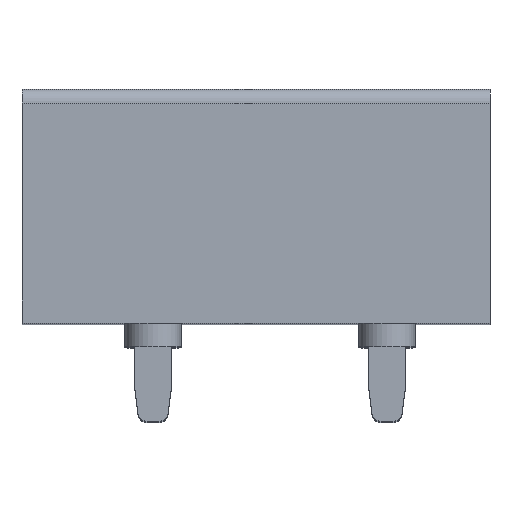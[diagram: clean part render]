
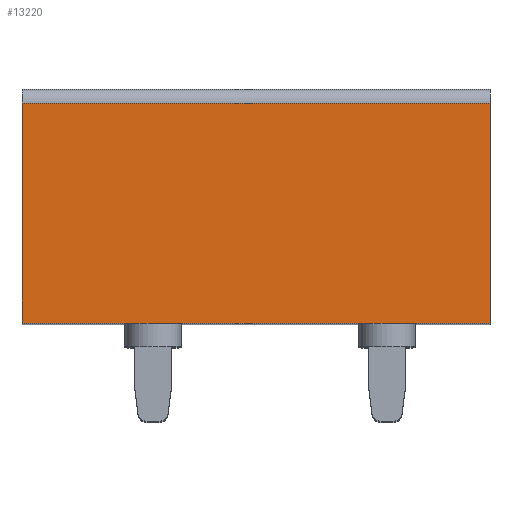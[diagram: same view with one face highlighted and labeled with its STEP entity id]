
A CAD part, top view. The second image highlights one B-rep face of the part: STEP entity #13220.
In plain terms, the highlighted planar face has unit normal (0, 0, 1).
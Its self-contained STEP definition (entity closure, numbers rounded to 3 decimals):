
#12830=CARTESIAN_POINT('',(-5.109,-15.148,5.55));
#12840=DIRECTION('',(0.,0.,1.));
#12850=DIRECTION('',(1.,0.,0.));
#12860=AXIS2_PLACEMENT_3D('',#12830,#12840,#12850);
#12870=PLANE('',#12860);
#12880=CARTESIAN_POINT('',(-13.539,0.,5.55));
#12890=DIRECTION('',(0.,-1.,0.));
#12900=VECTOR('',#12890,1.);
#12910=LINE('',#12880,#12900);
#12920=CARTESIAN_POINT('',(-13.539,-12.522,5.55));
#12930=VERTEX_POINT('',#12920);
#12940=CARTESIAN_POINT('',(-13.539,-17.222,5.55));
#12950=VERTEX_POINT('',#12940);
#12960=EDGE_CURVE('',#12930,#12950,#12910,.T.);
#12970=ORIENTED_EDGE('',*,*,#12960,.T.);
#12980=CARTESIAN_POINT('',(0.,-12.522,5.55));
#12990=DIRECTION('',(-1.,0.,0.));
#13000=VECTOR('',#12990,1.);
#13010=LINE('',#12980,#13000);
#13020=CARTESIAN_POINT('',(-3.539,-12.522,5.55));
#13030=VERTEX_POINT('',#13020);
#13040=EDGE_CURVE('',#13030,#12930,#13010,.T.);
#13050=ORIENTED_EDGE('',*,*,#13040,.T.);
#13060=CARTESIAN_POINT('',(-3.539,0.,5.55));
#13070=DIRECTION('',(0.,1.,0.));
#13080=VECTOR('',#13070,1.);
#13090=LINE('',#13060,#13080);
#13100=CARTESIAN_POINT('',(-3.539,-17.222,5.55));
#13110=VERTEX_POINT('',#13100);
#13120=EDGE_CURVE('',#13110,#13030,#13090,.T.);
#13130=ORIENTED_EDGE('',*,*,#13120,.T.);
#13140=CARTESIAN_POINT('',(0.,-17.222,5.55));
#13150=DIRECTION('',(1.,0.,0.));
#13160=VECTOR('',#13150,1.);
#13170=LINE('',#13140,#13160);
#13180=EDGE_CURVE('',#12950,#13110,#13170,.T.);
#13190=ORIENTED_EDGE('',*,*,#13180,.T.);
#13200=EDGE_LOOP('',(#13190,#13130,#13050,#12970));
#13210=FACE_OUTER_BOUND('',#13200,.T.);
#13220=ADVANCED_FACE('',(#13210),#12870,.T.);
